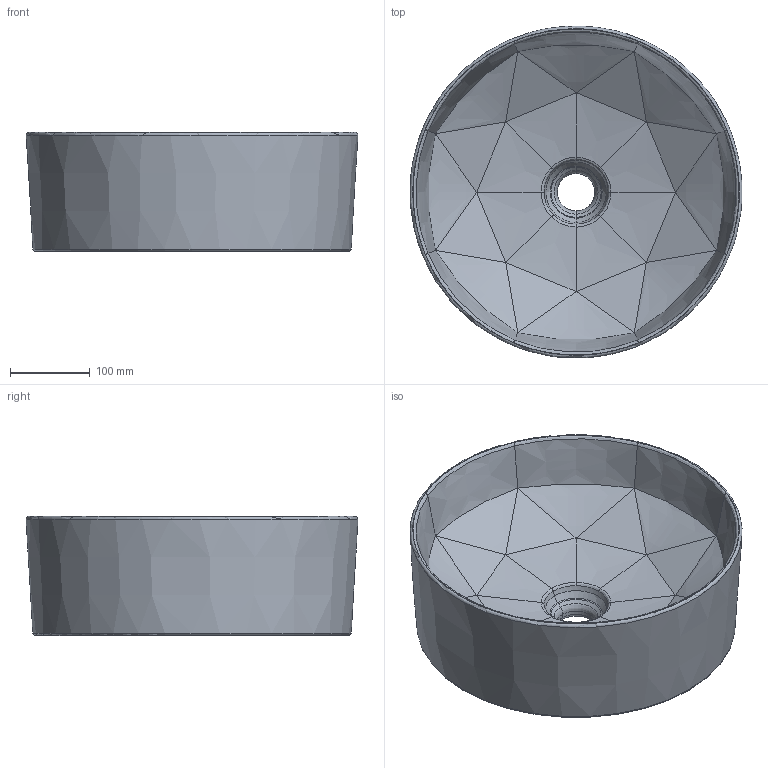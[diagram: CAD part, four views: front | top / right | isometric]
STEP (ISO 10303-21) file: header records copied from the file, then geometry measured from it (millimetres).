
FILE_DESCRIPTION(/* description */ (''),/* implementation_level */ '2;1');
FILE_NAME(/* name */ 'W5A5640_vereinfachtes_3D_Modell.stp',/* time_stamp */ '2024-10-17T11:31:26+02:00',/* author */ (''),/* organization */ (''),/* preprocessor_version */ 'ST-DEVELOPER v18.1',/* originating_system */ 'SIEMENS PLM Software NX 1973',/* authorisation */ '');
FILE_SCHEMA (('AUTOMOTIVE_DESIGN { 1 0 10303 214 3 1 1 1 }'));
Length unit declared in the file: millimetre
Products named in the file (1): Sier49102C3Dhkev
Bounding box: 417.48 x 417.38 x 150 mm (x, y, z)
Volume: 9060735 mm3; surface area: 527582.7 mm2
Topology: 1 solids, 1 shells, 81 faces, 1708 edges, 3165 vertices
Faces by surface type: bspline 49, cylinder 10, cone 9, plane 9, torus 4
Entity records: 24706 total; most frequent: CARTESIAN_POINT 11119, DIRECTION 1665, STYLED_ITEM 1536, PRESENTATION_STYLE_ASSIGNMENT 1536, CURVE_STYLE 1535, DRAUGHTING_PRE_DEFINED_CURVE_FONT 1535, TRIMMED_CURVE 1535, LINE 1527
